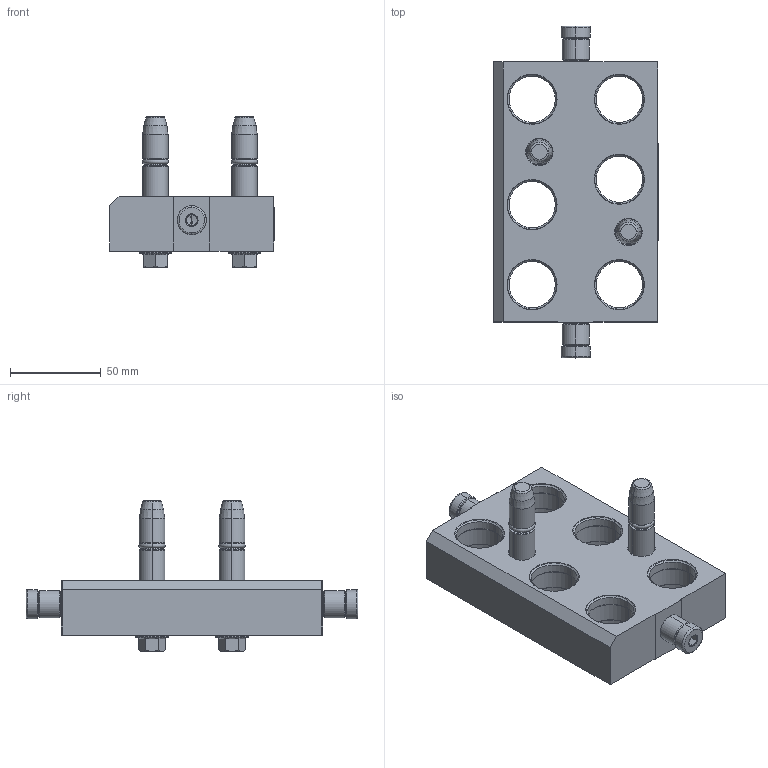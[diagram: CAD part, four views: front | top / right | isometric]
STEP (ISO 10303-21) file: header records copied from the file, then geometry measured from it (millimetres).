
FILE_DESCRIPTION (( 'STEP AP214' ), '1' );
FILE_NAME ('FASTER.step', '2021-02-17T07:44:42', ( '' ), ( '' ), 'SwSTEP 2.0', 'SolidWorks 2017', '' );
FILE_SCHEMA (( 'AUTOMOTIVE_DESIGN' ));
Length unit declared in the file: millimetre
Products named in the file (9): 1540_080_0008_000; 4830_021_0000_000; FASTER; 4850_010_0000_010; 4830_013_3000_030; or2_62x9_19_m; 4830_028_1000_011; et002; P608_M_BASE
Assembly tree (13 placements, depth 3):
  FASTER
    P608_M_BASE
      4850_010_0000_010
      4830_021_0000_000  x2
      4830_013_3000_030  x2
      4830_028_1000_011  x2
      1540_080_0008_000  x2
      or2_62x9_19_m  x2
    et002
Bounding box: 90.3 x 182.6 x 83 mm (x, y, z)
Volume: 2873.9 mm3; surface area: 78036.3 mm2
Topology: 5 solids, 28 shells, 1467 faces, 3821 edges, 2460 vertices
Faces by surface type: plane 966, cone 210, cylinder 209, torus 68, bspline 14
Entity records: 43092 total; most frequent: CARTESIAN_POINT 10166, ORIENTED_EDGE 6772, DIRECTION 6280, EDGE_CURVE 3425, LINE 2760, VECTOR 2760, VERTEX_POINT 2236, AXIS2_PLACEMENT_3D 1760
